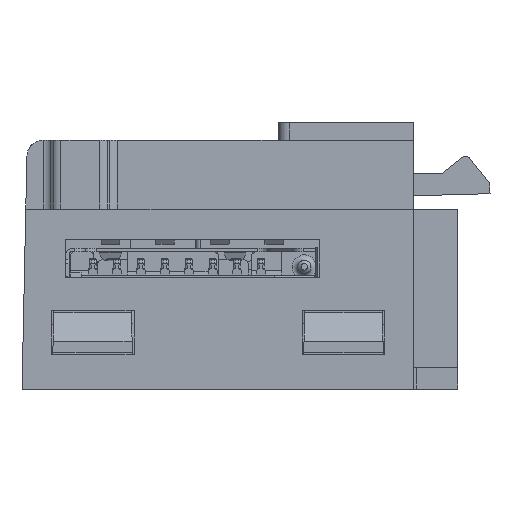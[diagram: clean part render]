
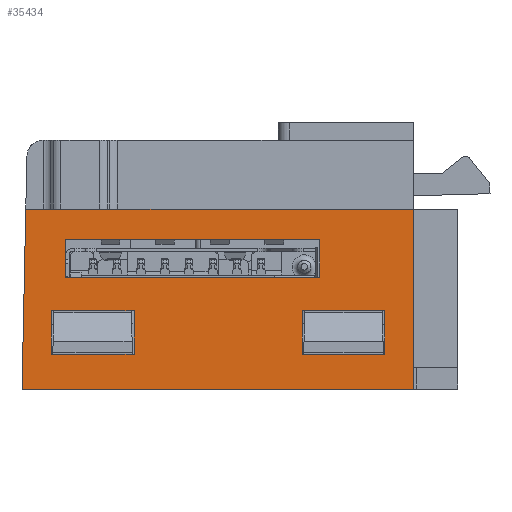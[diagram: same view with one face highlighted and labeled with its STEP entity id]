
A CAD part, left-side view. The second image highlights one B-rep face of the part: STEP entity #35434.
In plain terms, the highlighted planar face has unit normal (-1, 0, 0).
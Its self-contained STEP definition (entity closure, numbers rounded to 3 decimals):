
#10294=ORIENTED_EDGE('',*,*,#16722,.F.);
#10295=ORIENTED_EDGE('',*,*,#16723,.F.);
#10296=ORIENTED_EDGE('',*,*,#16724,.F.);
#10297=ORIENTED_EDGE('',*,*,#16725,.F.);
#10298=ORIENTED_EDGE('',*,*,#16726,.F.);
#10299=ORIENTED_EDGE('',*,*,#16727,.T.);
#10300=ORIENTED_EDGE('',*,*,#16728,.F.);
#10301=ORIENTED_EDGE('',*,*,#16729,.T.);
#10302=ORIENTED_EDGE('',*,*,#16730,.T.);
#10303=ORIENTED_EDGE('',*,*,#16731,.F.);
#10304=ORIENTED_EDGE('',*,*,#16732,.F.);
#10305=ORIENTED_EDGE('',*,*,#16699,.T.);
#10306=ORIENTED_EDGE('',*,*,#16733,.F.);
#10307=ORIENTED_EDGE('',*,*,#16734,.F.);
#10308=ORIENTED_EDGE('',*,*,#16735,.F.);
#10309=ORIENTED_EDGE('',*,*,#16736,.F.);
#16699=EDGE_CURVE('',#20470,#20469,#24122,.T.);
#16722=EDGE_CURVE('',#20489,#20490,#24145,.T.);
#16723=EDGE_CURVE('',#20491,#20489,#24146,.T.);
#16724=EDGE_CURVE('',#20492,#20491,#24147,.T.);
#16725=EDGE_CURVE('',#20490,#20492,#24148,.T.);
#16726=EDGE_CURVE('',#20493,#20494,#24149,.T.);
#16727=EDGE_CURVE('',#20493,#20495,#24150,.T.);
#16728=EDGE_CURVE('',#20496,#20495,#24151,.T.);
#16729=EDGE_CURVE('',#20496,#20494,#24152,.T.);
#16730=EDGE_CURVE('',#20469,#20497,#24153,.T.);
#16731=EDGE_CURVE('',#20498,#20497,#24154,.T.);
#16732=EDGE_CURVE('',#20470,#20498,#24155,.T.);
#16733=EDGE_CURVE('',#20499,#20500,#24156,.T.);
#16734=EDGE_CURVE('',#20501,#20499,#24157,.T.);
#16735=EDGE_CURVE('',#20502,#20501,#24158,.T.);
#16736=EDGE_CURVE('',#20500,#20502,#24159,.T.);
#20469=VERTEX_POINT('',#58137);
#20470=VERTEX_POINT('',#58139);
#20489=VERTEX_POINT('',#58183);
#20490=VERTEX_POINT('',#58184);
#20491=VERTEX_POINT('',#58186);
#20492=VERTEX_POINT('',#58188);
#20493=VERTEX_POINT('',#58191);
#20494=VERTEX_POINT('',#58192);
#20495=VERTEX_POINT('',#58194);
#20496=VERTEX_POINT('',#58196);
#20497=VERTEX_POINT('',#58199);
#20498=VERTEX_POINT('',#58201);
#20499=VERTEX_POINT('',#58204);
#20500=VERTEX_POINT('',#58205);
#20501=VERTEX_POINT('',#58207);
#20502=VERTEX_POINT('',#58209);
#24122=LINE('',#58138,#27704);
#24145=LINE('',#58182,#27727);
#24146=LINE('',#58185,#27728);
#24147=LINE('',#58187,#27729);
#24148=LINE('',#58189,#27730);
#24149=LINE('',#58190,#27731);
#24150=LINE('',#58193,#27732);
#24151=LINE('',#58195,#27733);
#24152=LINE('',#58197,#27734);
#24153=LINE('',#58198,#27735);
#24154=LINE('',#58200,#27736);
#24155=LINE('',#58202,#27737);
#24156=LINE('',#58203,#27738);
#24157=LINE('',#58206,#27739);
#24158=LINE('',#58208,#27740);
#24159=LINE('',#58210,#27741);
#27704=VECTOR('',#47140,1000.);
#27727=VECTOR('',#47167,1000.);
#27728=VECTOR('',#47168,1000.);
#27729=VECTOR('',#47169,1000.);
#27730=VECTOR('',#47170,1000.);
#27731=VECTOR('',#47171,1000.);
#27732=VECTOR('',#47172,1000.);
#27733=VECTOR('',#47173,1000.);
#27734=VECTOR('',#47174,1000.);
#27735=VECTOR('',#47175,1000.);
#27736=VECTOR('',#47176,1000.);
#27737=VECTOR('',#47177,1000.);
#27738=VECTOR('',#47178,1000.);
#27739=VECTOR('',#47179,1000.);
#27740=VECTOR('',#47180,1000.);
#27741=VECTOR('',#47181,1000.);
#29883=EDGE_LOOP('',(#10294,#10295,#10296,#10297));
#29884=EDGE_LOOP('',(#10298,#10299,#10300,#10301));
#29885=EDGE_LOOP('',(#10302,#10303,#10304,#10305));
#29886=EDGE_LOOP('',(#10306,#10307,#10308,#10309));
#31984=FACE_BOUND('',#29883,.T.);
#31985=FACE_BOUND('',#29884,.T.);
#31986=FACE_BOUND('',#29885,.T.);
#31987=FACE_BOUND('',#29886,.T.);
#33452=PLANE('',#38378);
#35434=ADVANCED_FACE('',(#31984,#31985,#31986,#31987),#33452,.F.);
#38378=AXIS2_PLACEMENT_3D('',#58181,#47165,#47166);
#47140=DIRECTION('',(0.,0.,-1.));
#47165=DIRECTION('',(1.,0.,0.));
#47166=DIRECTION('',(0.,1.,0.));
#47167=DIRECTION('',(0.,0.,1.));
#47168=DIRECTION('',(0.,-1.,0.));
#47169=DIRECTION('',(0.,0.,-1.));
#47170=DIRECTION('',(0.,1.,0.));
#47171=DIRECTION('',(0.,0.,-1.));
#47172=DIRECTION('',(0.,-1.,0.));
#47173=DIRECTION('',(0.,0.,1.));
#47174=DIRECTION('',(0.,1.,0.));
#47175=DIRECTION('',(0.,-1.,0.));
#47176=DIRECTION('',(0.,0.,-1.));
#47177=DIRECTION('',(0.,-1.,-0.021));
#47178=DIRECTION('',(0.,-1.,0.));
#47179=DIRECTION('',(0.,0.,-1.));
#47180=DIRECTION('',(0.,1.,0.));
#47181=DIRECTION('',(0.,0.,1.));
#58137=CARTESIAN_POINT('',(-15.7,6.4,-2.4));
#58138=CARTESIAN_POINT('',(-15.7,6.4,15.6));
#58139=CARTESIAN_POINT('',(-15.7,6.4,15.529));
#58181=CARTESIAN_POINT('',(-15.7,6.4,15.6));
#58182=CARTESIAN_POINT('',(-15.7,-0.454,-0.497));
#58183=CARTESIAN_POINT('',(-15.7,-0.454,1.903));
#58184=CARTESIAN_POINT('',(-15.7,-0.454,13.55));
#58185=CARTESIAN_POINT('',(-15.7,-0.654,1.903));
#58186=CARTESIAN_POINT('',(-15.7,1.276,1.903));
#58187=CARTESIAN_POINT('',(-15.7,1.276,13.55));
#58188=CARTESIAN_POINT('',(-15.7,1.276,13.55));
#58189=CARTESIAN_POINT('',(-15.7,1.576,13.55));
#58190=CARTESIAN_POINT('',(-15.7,4.8,2.46));
#58191=CARTESIAN_POINT('',(-15.7,4.8,2.704));
#58192=CARTESIAN_POINT('',(-15.7,4.8,-1.094));
#58193=CARTESIAN_POINT('',(-15.7,6.4,2.704));
#58194=CARTESIAN_POINT('',(-15.7,2.8,2.704));
#58195=CARTESIAN_POINT('',(-15.7,2.8,2.422));
#58196=CARTESIAN_POINT('',(-15.7,2.8,-1.094));
#58197=CARTESIAN_POINT('',(-15.7,6.4,-1.094));
#58198=CARTESIAN_POINT('',(-15.7,6.4,-2.4));
#58199=CARTESIAN_POINT('',(-15.7,-1.85,-2.4));
#58200=CARTESIAN_POINT('',(-15.7,-1.85,15.6));
#58201=CARTESIAN_POINT('',(-15.7,-1.85,15.357));
#58202=CARTESIAN_POINT('',(-15.7,6.401,15.529));
#58203=CARTESIAN_POINT('',(-15.7,6.4,10.396));
#58204=CARTESIAN_POINT('',(-15.7,4.8,10.396));
#58205=CARTESIAN_POINT('',(-15.7,2.8,10.396));
#58206=CARTESIAN_POINT('',(-15.7,4.8,13.95));
#58207=CARTESIAN_POINT('',(-15.7,4.8,14.194));
#58208=CARTESIAN_POINT('',(-15.7,6.4,14.194));
#58209=CARTESIAN_POINT('',(-15.7,2.8,14.194));
#58210=CARTESIAN_POINT('',(-15.7,2.8,13.886));
